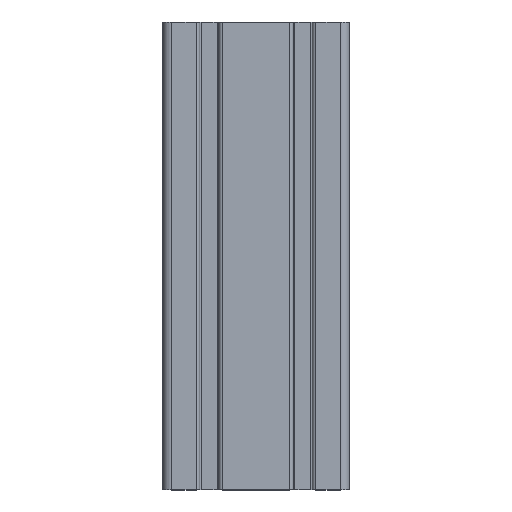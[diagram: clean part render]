
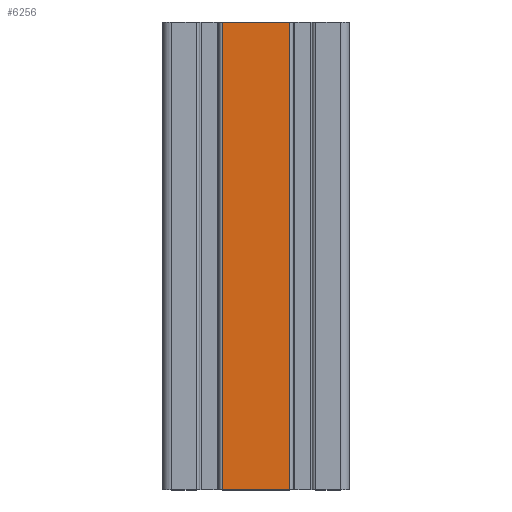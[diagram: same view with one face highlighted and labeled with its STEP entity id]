
A CAD part, top view. The second image highlights one B-rep face of the part: STEP entity #6256.
In plain terms, the highlighted planar face has unit normal (0, 0, 1).
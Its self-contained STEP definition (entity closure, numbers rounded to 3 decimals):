
#2 = CARTESIAN_POINT ( 'NONE',  ( 14.4, 0., 40. ) ) ;
#433 = VECTOR ( 'NONE', #1839, 1000. ) ;
#718 = LINE ( 'NONE', #6903, #433 ) ;
#770 = AXIS2_PLACEMENT_3D ( 'NONE', #3840, #9792, #1387 ) ;
#862 = DIRECTION ( 'NONE',  ( 0., 1., 0. ) ) ;
#1031 = DIRECTION ( 'NONE',  ( 0., -1., 0. ) ) ;
#1151 = LINE ( 'NONE', #3421, #7413 ) ;
#1387 = DIRECTION ( 'NONE',  ( 1., 0., 0. ) ) ;
#1839 = DIRECTION ( 'NONE',  ( -1., 0., 0. ) ) ;
#2042 = VECTOR ( 'NONE', #1031, 1000. ) ;
#2508 = VECTOR ( 'NONE', #862, 1000. ) ;
#2865 = ORIENTED_EDGE ( 'NONE', *, *, #6079, .T. ) ;
#3258 = CARTESIAN_POINT ( 'NONE',  ( 14.4, 0., 40. ) ) ;
#3421 = CARTESIAN_POINT ( 'NONE',  ( -14.4, 0., 40. ) ) ;
#3840 = CARTESIAN_POINT ( 'NONE',  ( -14.4, 0., 40. ) ) ;
#4243 = ORIENTED_EDGE ( 'NONE', *, *, #9128, .T. ) ;
#4282 = DIRECTION ( 'NONE',  ( 1., 0., 0. ) ) ;
#4354 = VERTEX_POINT ( 'NONE', #3258 ) ;
#4575 = LINE ( 'NONE', #6067, #2042 ) ;
#4637 = LINE ( 'NONE', #2, #2508 ) ;
#4984 = CARTESIAN_POINT ( 'NONE',  ( 14.4, 200., 40. ) ) ;
#5037 = ORIENTED_EDGE ( 'NONE', *, *, #9685, .T. ) ;
#5654 = VERTEX_POINT ( 'NONE', #9658 ) ;
#5846 = VERTEX_POINT ( 'NONE', #9098 ) ;
#6067 = CARTESIAN_POINT ( 'NONE',  ( -14.4, 0., 40. ) ) ;
#6079 = EDGE_CURVE ( 'NONE', #5654, #5846, #4575, .T. ) ;
#6256 = ADVANCED_FACE ( 'NONE', ( #9749 ), #7227, .T. ) ;
#6439 = VERTEX_POINT ( 'NONE', #4984 ) ;
#6903 = CARTESIAN_POINT ( 'NONE',  ( -14.4, 200., 40. ) ) ;
#7227 = PLANE ( 'NONE',  #770 ) ;
#7413 = VECTOR ( 'NONE', #4282, 1000. ) ;
#9098 = CARTESIAN_POINT ( 'NONE',  ( -14.4, 0., 40. ) ) ;
#9128 = EDGE_CURVE ( 'NONE', #4354, #6439, #4637, .T. ) ;
#9435 = EDGE_LOOP ( 'NONE', ( #5037, #4243, #10584, #2865 ) ) ;
#9658 = CARTESIAN_POINT ( 'NONE',  ( -14.4, 200., 40. ) ) ;
#9685 = EDGE_CURVE ( 'NONE', #5846, #4354, #1151, .T. ) ;
#9749 = FACE_OUTER_BOUND ( 'NONE', #9435, .T. ) ;
#9792 = DIRECTION ( 'NONE',  ( 0., 0., 1. ) ) ;
#10584 = ORIENTED_EDGE ( 'NONE', *, *, #10952, .T. ) ;
#10952 = EDGE_CURVE ( 'NONE', #6439, #5654, #718, .T. ) ;
